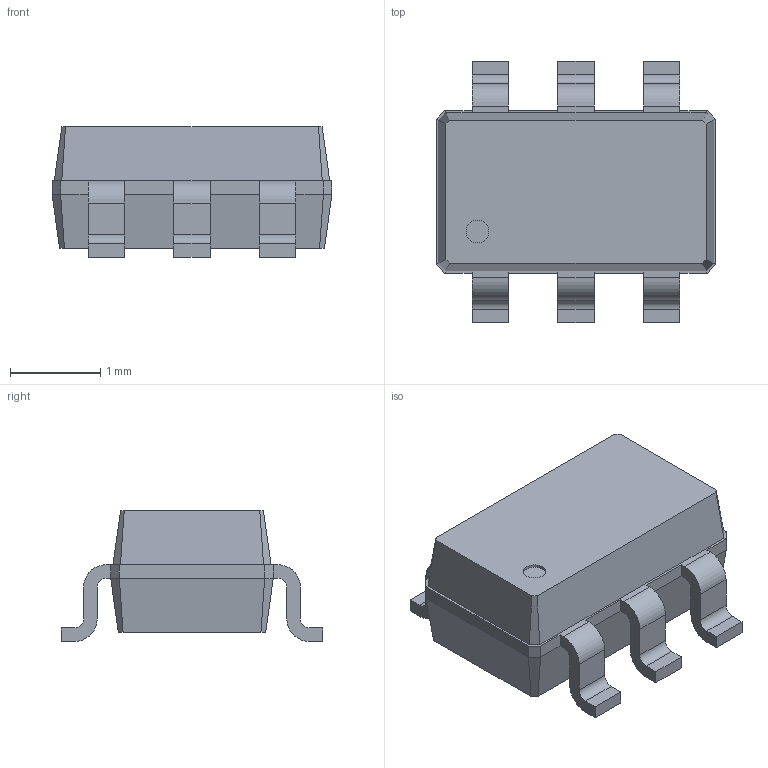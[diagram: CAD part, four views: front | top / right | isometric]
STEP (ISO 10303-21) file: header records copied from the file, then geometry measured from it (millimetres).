
FILE_DESCRIPTION(('FreeCAD Model'),'2;1');
FILE_NAME('sot23_5_18x29_p095.step', '2017-02-18T21:25:33',('Author'),(''), 'Open CASCADE STEP processor 6.9','FreeCAD','Unknown');
FILE_SCHEMA(('AUTOMOTIVE_DESIGN_CC2 { 1 2 10303 214 -1 1 5 4 }'));
Length unit declared in the file: millimetre
Products named in the file (2): ASSEMBLY; sot23_5_18x29_p095
Assembly tree (1 placements, depth 2):
  ASSEMBLY
    sot23_5_18x29_p095
Bounding box: 3.1 x 2.9 x 1.45 mm (x, y, z)
Volume: 7.3 mm3; surface area: 29.4 mm2
Topology: 1 solids, 1 shells, 126 faces, 321 edges, 198 vertices
Faces by surface type: plane 71, bspline 30, cylinder 25
Full cylindrical faces by diameter (mm): 0.25 x1
Entity records: 8780 total; most frequent: CARTESIAN_POINT 1637, DIRECTION 1083, LINE 761, VECTOR 761, ORIENTED_EDGE 642, PCURVE 642, DEFINITIONAL_REPRESENTATION 642, EDGE_CURVE 321
